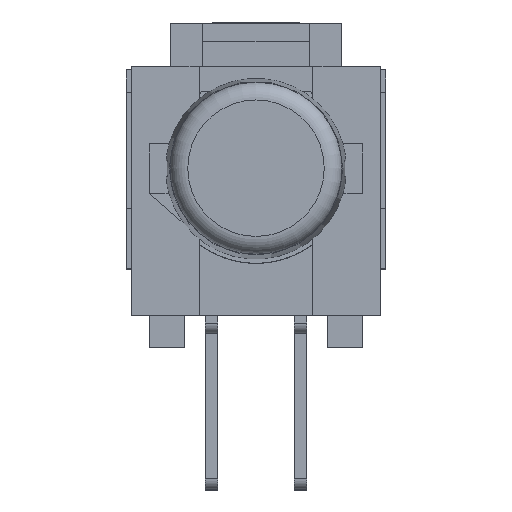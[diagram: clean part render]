
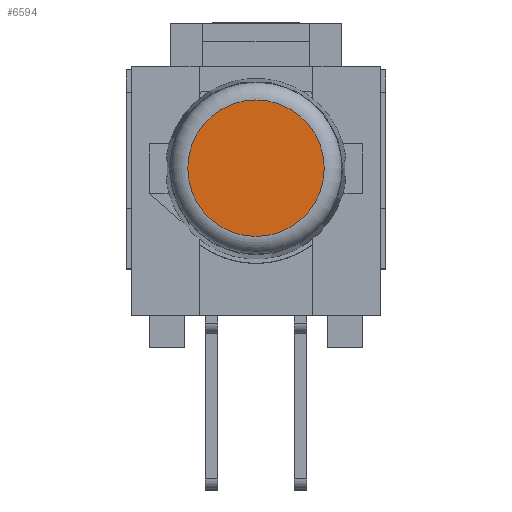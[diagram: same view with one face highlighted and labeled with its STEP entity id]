
A CAD part, top view. The second image highlights one B-rep face of the part: STEP entity #6594.
In plain terms, the highlighted planar face has unit normal (0, 0, 1).
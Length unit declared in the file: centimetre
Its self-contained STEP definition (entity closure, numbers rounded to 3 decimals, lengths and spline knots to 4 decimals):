
#99=CIRCLE('',#6960,0.1919);
#198=FACE_OUTER_BOUND('',#536,.T.);
#536=EDGE_LOOP('',(#4493));
#2740=VERTEX_POINT('',#9423);
#3415=EDGE_CURVE('',#2740,#2740,#99,.T.);
#4493=ORIENTED_EDGE('',*,*,#3415,.F.);
#6291=PLANE('',#6966);
#6594=ADVANCED_FACE('',(#198),#6291,.F.);
#6960=AXIS2_PLACEMENT_3D('',#9425,#7532,#7533);
#6966=AXIS2_PLACEMENT_3D('',#9432,#7545,#7546);
#7532=DIRECTION('center_axis',(0.,0.,
-1.));
#7533=DIRECTION('ref_axis',(-1.,0.,0.));
#7545=DIRECTION('center_axis',(0.,0.,
-1.));
#7546=DIRECTION('ref_axis',(-1.,0.,0.));
#9423=CARTESIAN_POINT('',(0.1919,0.,1.594));
#9425=CARTESIAN_POINT('Origin',(0.,0.,
1.594));
#9432=CARTESIAN_POINT('Origin',(0.,0.,
1.594));
